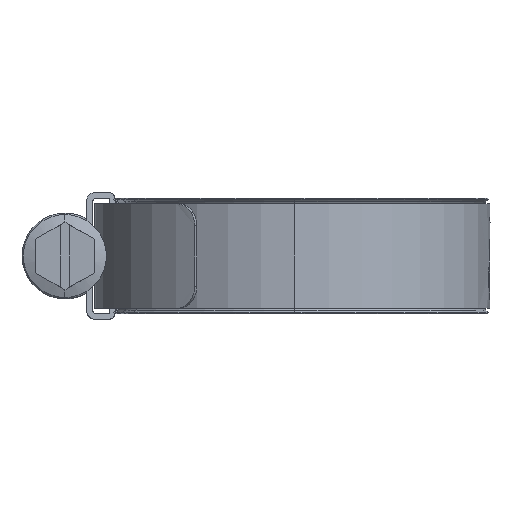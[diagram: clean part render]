
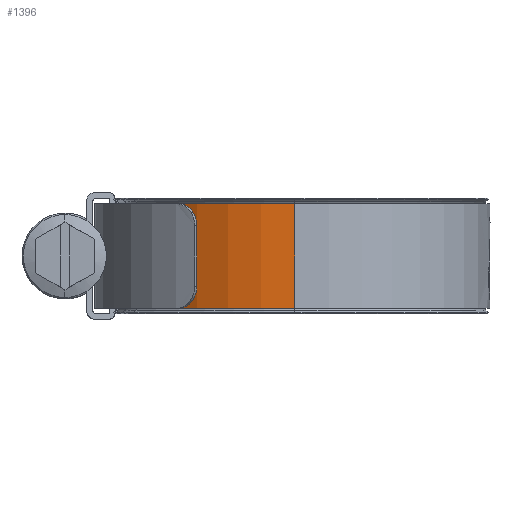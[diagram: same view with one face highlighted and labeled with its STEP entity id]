
A CAD part, left-side view. The second image highlights one B-rep face of the part: STEP entity #1396.
In plain terms, the highlighted cylindrical face has radius 26.6 mm (diameter 53.2 mm), a partial arc.
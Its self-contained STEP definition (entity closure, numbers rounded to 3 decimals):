
#381 = CYLINDRICAL_SURFACE ( 'NONE', #8634, 26.6 ) ;
#522 = EDGE_CURVE ( 'NONE', #3817, #3785, #4910, .T. ) ;
#903 = VERTEX_POINT ( 'NONE', #2654 ) ;
#1222 = DIRECTION ( 'NONE',  ( 0., 0., -1. ) ) ;
#1396 = ADVANCED_FACE ( 'NONE', ( #3579 ), #381, .T. ) ;
#2394 = CARTESIAN_POINT ( 'NONE',  ( 0., 0., 7.135 ) ) ;
#2413 = ORIENTED_EDGE ( 'NONE', *, *, #522, .T. ) ;
#2654 = CARTESIAN_POINT ( 'NONE',  ( -26.6, 0., 7.135 ) ) ;
#2939 = CARTESIAN_POINT ( 'NONE',  ( 0., 0., -7.135 ) ) ;
#3491 = VECTOR ( 'NONE', #5816, 1000. ) ;
#3579 = FACE_OUTER_BOUND ( 'NONE', #4905, .T. ) ;
#3785 = VERTEX_POINT ( 'NONE', #6648 ) ;
#3817 = VERTEX_POINT ( 'NONE', #3860 ) ;
#3859 = CARTESIAN_POINT ( 'NONE',  ( 0., 26.6, 7.135 ) ) ;
#3860 = CARTESIAN_POINT ( 'NONE',  ( 0., 26.6, 7.135 ) ) ;
#3863 = CIRCLE ( 'NONE', #11642, 26.6 ) ;
#3912 = CARTESIAN_POINT ( 'NONE',  ( -26.6, 0., -7.135 ) ) ;
#4898 = ORIENTED_EDGE ( 'NONE', *, *, #7869, .F. ) ;
#4905 = EDGE_LOOP ( 'NONE', ( #4898, #12573, #2413, #11689 ) ) ;
#4910 = LINE ( 'NONE', #3859, #3491 ) ;
#5133 = LINE ( 'NONE', #5264, #7877 ) ;
#5264 = CARTESIAN_POINT ( 'NONE',  ( -26.6, 0., 7.135 ) ) ;
#5426 = VERTEX_POINT ( 'NONE', #3912 ) ;
#5633 = DIRECTION ( 'NONE',  ( 0., 0., 1. ) ) ;
#5673 = DIRECTION ( 'NONE',  ( -1., 0., 0. ) ) ;
#5816 = DIRECTION ( 'NONE',  ( 0., 0., -1. ) ) ;
#6232 = EDGE_CURVE ( 'NONE', #3785, #5426, #8521, .T. ) ;
#6648 = CARTESIAN_POINT ( 'NONE',  ( 0., 26.6, -7.135 ) ) ;
#6903 = EDGE_CURVE ( 'NONE', #3817, #903, #3863, .T. ) ;
#7181 = DIRECTION ( 'NONE',  ( 0., 0., 1. ) ) ;
#7869 = EDGE_CURVE ( 'NONE', #903, #5426, #5133, .T. ) ;
#7877 = VECTOR ( 'NONE', #9526, 1000. ) ;
#8521 = CIRCLE ( 'NONE', #11667, 26.6 ) ;
#8634 = AXIS2_PLACEMENT_3D ( 'NONE', #2394, #1222, #5673 ) ;
#9526 = DIRECTION ( 'NONE',  ( 0., 0., -1. ) ) ;
#11431 = DIRECTION ( 'NONE',  ( 1., 0., 0. ) ) ;
#11642 = AXIS2_PLACEMENT_3D ( 'NONE', #12204, #5633, #13110 ) ;
#11667 = AXIS2_PLACEMENT_3D ( 'NONE', #2939, #7181, #11431 ) ;
#11689 = ORIENTED_EDGE ( 'NONE', *, *, #6232, .T. ) ;
#12204 = CARTESIAN_POINT ( 'NONE',  ( 0., 0., 7.135 ) ) ;
#12573 = ORIENTED_EDGE ( 'NONE', *, *, #6903, .F. ) ;
#13110 = DIRECTION ( 'NONE',  ( 1., 0., 0. ) ) ;
